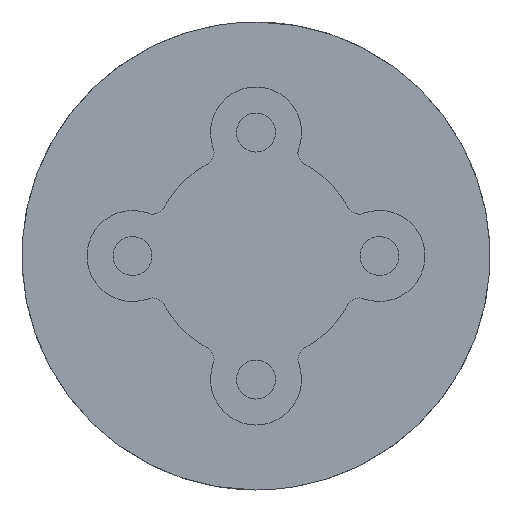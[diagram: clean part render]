
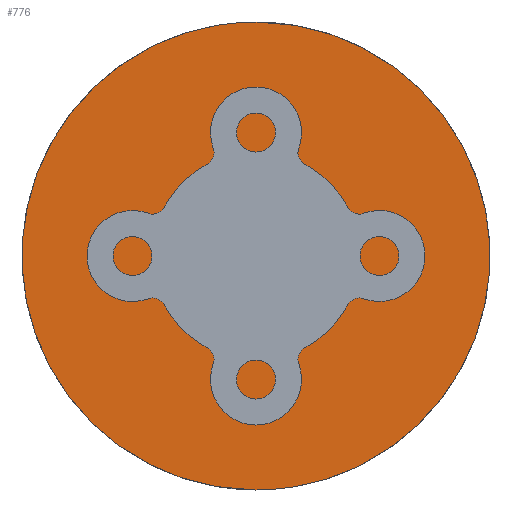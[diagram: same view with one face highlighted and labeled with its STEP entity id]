
A CAD part, front view. The second image highlights one B-rep face of the part: STEP entity #776.
In plain terms, the highlighted free-form (B-spline) face has degree [1, 1] with [2, 2] control points.
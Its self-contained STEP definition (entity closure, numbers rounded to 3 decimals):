
#745 = VERTEX_POINT('',#746);
#746 = CARTESIAN_POINT('',(0.,0.,22.257));
#751 = EDGE_CURVE('',#745,#752,#754,.T.);
#752 = VERTEX_POINT('',#753);
#753 = CARTESIAN_POINT('',(0.,0.,-22.257));
#754 = ( BOUNDED_CURVE() B_SPLINE_CURVE(2,(#755,#756,#757,#758,#759),
.UNSPECIFIED.,.F.,.F.) B_SPLINE_CURVE_WITH_KNOTS((3,2,3),(0.,
1.571,3.142),.PIECEWISE_BEZIER_KNOTS.) CURVE() 
GEOMETRIC_REPRESENTATION_ITEM() RATIONAL_B_SPLINE_CURVE((1.,
0.707,1.,0.707,1.)) REPRESENTATION_ITEM('') );
#755 = CARTESIAN_POINT('',(0.,0.,22.257));
#756 = CARTESIAN_POINT('',(22.257,0.,22.257));
#757 = CARTESIAN_POINT('',(22.257,0.,0.));
#758 = CARTESIAN_POINT('',(22.257,0.,-22.257));
#759 = CARTESIAN_POINT('',(0.,0.,-22.257));
#776 = ADVANCED_FACE('',(#777,#811),#822,.F.);
#777 = FACE_BOUND('',#778,.T.);
#778 = EDGE_LOOP('',(#779,#797));
#779 = ORIENTED_EDGE('',*,*,#780,.F.);
#780 = EDGE_CURVE('',#781,#783,#785,.T.);
#781 = VERTEX_POINT('',#782);
#782 = CARTESIAN_POINT('',(0.,0.,7.419));
#783 = VERTEX_POINT('',#784);
#784 = CARTESIAN_POINT('',(0.,0.,-7.419));
#785 = B_SPLINE_CURVE_WITH_KNOTS('',3,(#786,#787,#788,#789,#790,#791,
    #792,#793,#794,#795,#796),.UNSPECIFIED.,.F.,.F.,(4,1,1,1,1,1,1,1,4),
  (0.019,0.021,0.024,
    0.026,0.028,0.031,
    0.033,0.035,0.038),
  .QUASI_UNIFORM_KNOTS.);
#786 = CARTESIAN_POINT('',(0.,0.,7.419));
#787 = CARTESIAN_POINT('',(-0.971,0.,7.419));
#788 = CARTESIAN_POINT('',(-2.913,0.,7.033));
#789 = CARTESIAN_POINT('',(-5.383,0.,5.383));
#790 = CARTESIAN_POINT('',(-7.033,0.,2.913));
#791 = CARTESIAN_POINT('',(-7.612,0.,0.));
#792 = CARTESIAN_POINT('',(-7.033,0.,-2.913));
#793 = CARTESIAN_POINT('',(-5.383,0.,-5.383));
#794 = CARTESIAN_POINT('',(-2.913,0.,-7.033));
#795 = CARTESIAN_POINT('',(-0.971,0.,-7.419));
#796 = CARTESIAN_POINT('',(0.,0.,-7.419));
#797 = ORIENTED_EDGE('',*,*,#798,.F.);
#798 = EDGE_CURVE('',#783,#781,#799,.T.);
#799 = B_SPLINE_CURVE_WITH_KNOTS('',3,(#800,#801,#802,#803,#804,#805,
    #806,#807,#808,#809,#810),.UNSPECIFIED.,.F.,.F.,(4,1,1,1,1,1,1,1,4),
  (0.,0.002,0.005,0.007,
    0.009,0.012,0.014,
    0.017,0.019),.QUASI_UNIFORM_KNOTS.);
#800 = CARTESIAN_POINT('',(0.,0.,-7.419));
#801 = CARTESIAN_POINT('',(0.971,0.,-7.419));
#802 = CARTESIAN_POINT('',(2.913,0.,-7.033));
#803 = CARTESIAN_POINT('',(5.383,0.,-5.383));
#804 = CARTESIAN_POINT('',(7.033,0.,-2.913));
#805 = CARTESIAN_POINT('',(7.612,0.,0.));
#806 = CARTESIAN_POINT('',(7.033,0.,2.913));
#807 = CARTESIAN_POINT('',(5.383,0.,5.383));
#808 = CARTESIAN_POINT('',(2.913,0.,7.033));
#809 = CARTESIAN_POINT('',(0.971,0.,7.419));
#810 = CARTESIAN_POINT('',(0.,0.,7.419));
#811 = FACE_BOUND('',#812,.T.);
#812 = EDGE_LOOP('',(#813,#821));
#813 = ORIENTED_EDGE('',*,*,#814,.F.);
#814 = EDGE_CURVE('',#752,#745,#815,.T.);
#815 = ( BOUNDED_CURVE() B_SPLINE_CURVE(2,(#816,#817,#818,#819,#820),
.UNSPECIFIED.,.F.,.F.) B_SPLINE_CURVE_WITH_KNOTS((3,2,3),(3.142,
4.712,6.283),.PIECEWISE_BEZIER_KNOTS.) CURVE() 
GEOMETRIC_REPRESENTATION_ITEM() RATIONAL_B_SPLINE_CURVE((1.,
0.707,1.,0.707,1.)) REPRESENTATION_ITEM('') );
#816 = CARTESIAN_POINT('',(0.,0.,-22.257));
#817 = CARTESIAN_POINT('',(-22.257,0.,-22.257));
#818 = CARTESIAN_POINT('',(-22.257,0.,0.));
#819 = CARTESIAN_POINT('',(-22.257,0.,22.257));
#820 = CARTESIAN_POINT('',(0.,0.,22.257));
#821 = ORIENTED_EDGE('',*,*,#751,.F.);
#822 = B_SPLINE_SURFACE_WITH_KNOTS('',1,1,(
    (#823,#824)
    ,(#825,#826
    )),.UNSPECIFIED.,.F.,.F.,.F.,(2,2),(2,2),(-18.,18.),(-18.,18.),
  .PIECEWISE_BEZIER_KNOTS.);
#823 = CARTESIAN_POINT('',(-22.257,0.,-22.257));
#824 = CARTESIAN_POINT('',(22.257,0.,-22.257));
#825 = CARTESIAN_POINT('',(-22.257,0.,22.257));
#826 = CARTESIAN_POINT('',(22.257,0.,22.257));
